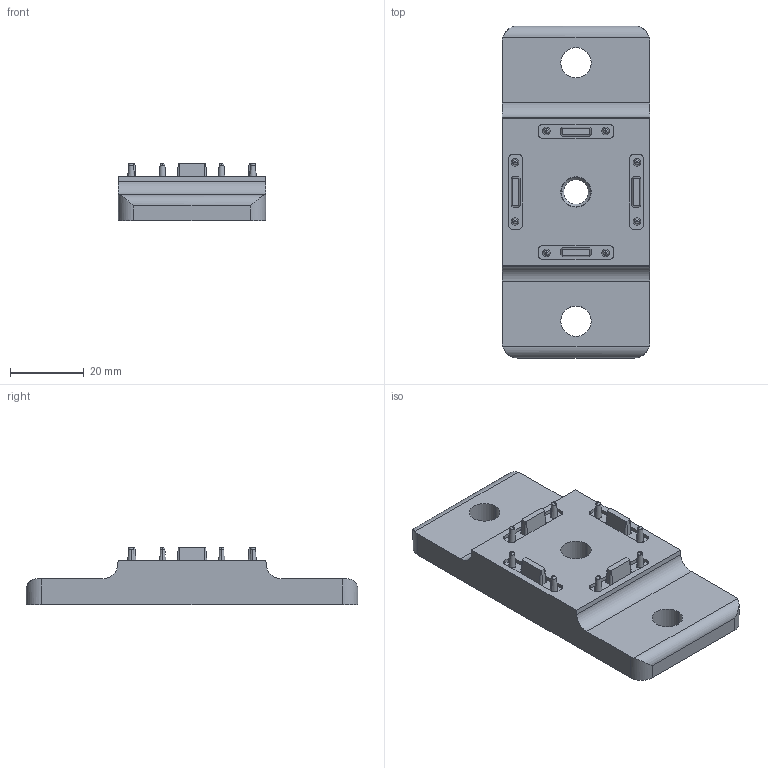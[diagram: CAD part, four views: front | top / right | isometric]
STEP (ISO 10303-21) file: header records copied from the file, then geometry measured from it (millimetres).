
FILE_DESCRIPTION (( 'STEP AP203' ), '1' );
FILE_NAME ('406516101_c_1.STEP', '2022-09-29T15:57:03', ( '' ), ( '' ), 'SwSTEP 2.0', 'SolidWorks 2014', '' );
FILE_SCHEMA (( 'CONFIG_CONTROL_DESIGN' ));
Length unit declared in the file: millimetre
Products named in the file (1): 406516101_c_1
Bounding box: 39.91 x 89.91 x 15.5 mm (x, y, z)
Volume: 23378.1 mm3; surface area: 12969 mm2
Topology: 2 solids, 2 shells, 190 faces, 494 edges, 328 vertices
Faces by surface type: plane 90, cylinder 46, cone 38, torus 16
Entity records: 6129 total; most frequent: CARTESIAN_POINT 1237, DIRECTION 1032, ORIENTED_EDGE 988, EDGE_CURVE 494, AXIS2_PLACEMENT_3D 375, VERTEX_POINT 328, LINE 282, VECTOR 282
